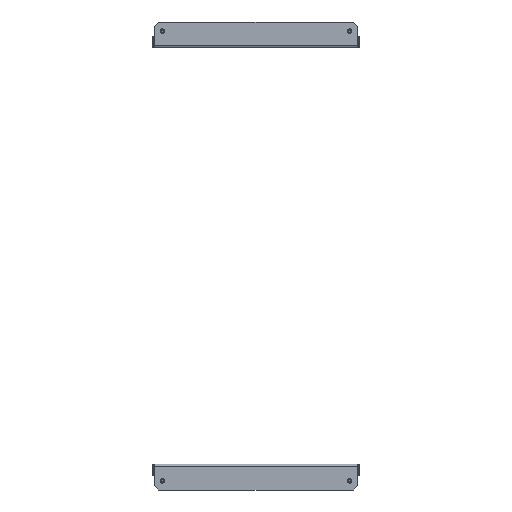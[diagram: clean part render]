
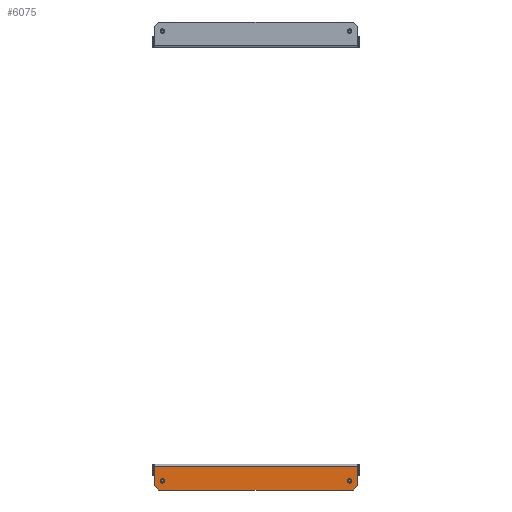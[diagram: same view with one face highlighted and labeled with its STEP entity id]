
A CAD part, left-side view. The second image highlights one B-rep face of the part: STEP entity #6075.
In plain terms, the highlighted planar face has unit normal (-1, 0, 0).
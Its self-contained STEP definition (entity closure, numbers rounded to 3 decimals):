
#205 = CARTESIAN_POINT ( 'NONE',  ( -148.5, 117., -31. ) ) ;
#373 = DIRECTION ( 'NONE',  ( -1., 0., 0. ) ) ;
#489 = FACE_BOUND ( 'NONE', #5443, .T. ) ;
#591 = EDGE_LOOP ( 'NONE', ( #10387, #825, #8247, #756, #7923, #7732 ) ) ;
#708 = ORIENTED_EDGE ( 'NONE', *, *, #6292, .T. ) ;
#756 = ORIENTED_EDGE ( 'NONE', *, *, #9221, .T. ) ;
#825 = ORIENTED_EDGE ( 'NONE', *, *, #11351, .T. ) ;
#885 = AXIS2_PLACEMENT_3D ( 'NONE', #3626, #1382, #2604 ) ;
#1267 = CARTESIAN_POINT ( 'NONE',  ( -148.5, -122., -2.5 ) ) ;
#1331 = LINE ( 'NONE', #6702, #9720 ) ;
#1382 = DIRECTION ( 'NONE',  ( -1., 0., 0. ) ) ;
#1399 = VERTEX_POINT ( 'NONE', #5491 ) ;
#1417 = DIRECTION ( 'NONE',  ( 0., 1., 0. ) ) ;
#1498 = EDGE_CURVE ( 'NONE', #12421, #12045, #1331, .T. ) ;
#1718 = DIRECTION ( 'NONE',  ( 0., -0.707, 0.707 ) ) ;
#1824 = CARTESIAN_POINT ( 'NONE',  ( -148.5, 112.5, -17.25 ) ) ;
#2471 = PLANE ( 'NONE',  #885 ) ;
#2604 = DIRECTION ( 'NONE',  ( 0., 0., 1. ) ) ;
#2651 = VERTEX_POINT ( 'NONE', #10981 ) ;
#2750 = VECTOR ( 'NONE', #1718, 1000. ) ;
#2878 = CIRCLE ( 'NONE', #7439, 2.75 ) ;
#2945 = VERTEX_POINT ( 'NONE', #1267 ) ;
#2990 = ORIENTED_EDGE ( 'NONE', *, *, #12897, .T. ) ;
#3131 = CARTESIAN_POINT ( 'NONE',  ( -148.5, 74., -74. ) ) ;
#3148 = CARTESIAN_POINT ( 'NONE',  ( -148.5, -112.5, -20. ) ) ;
#3162 = EDGE_LOOP ( 'NONE', ( #11958, #7279 ) ) ;
#3459 = CARTESIAN_POINT ( 'NONE',  ( -148.5, -117., -31. ) ) ;
#3504 = DIRECTION ( 'NONE',  ( 0., 0., 1. ) ) ;
#3626 = CARTESIAN_POINT ( 'NONE',  ( -148.5, 0., 0. ) ) ;
#3786 = DIRECTION ( 'NONE',  ( 1., 0., 0. ) ) ;
#4390 = CARTESIAN_POINT ( 'NONE',  ( -148.5, 112.5, -20. ) ) ;
#4506 = AXIS2_PLACEMENT_3D ( 'NONE', #4390, #373, #3504 ) ;
#4647 = FACE_OUTER_BOUND ( 'NONE', #591, .T. ) ;
#4853 = CARTESIAN_POINT ( 'NONE',  ( -148.5, 112.5, -22.75 ) ) ;
#5070 = EDGE_CURVE ( 'NONE', #7020, #13052, #5525, .T. ) ;
#5169 = CARTESIAN_POINT ( 'NONE',  ( -148.5, -112.5, -22.75 ) ) ;
#5426 = DIRECTION ( 'NONE',  ( 0., 0., 1. ) ) ;
#5443 = EDGE_LOOP ( 'NONE', ( #2990, #708 ) ) ;
#5491 = CARTESIAN_POINT ( 'NONE',  ( -148.5, -122., -26. ) ) ;
#5525 = LINE ( 'NONE', #5593, #12894 ) ;
#5593 = CARTESIAN_POINT ( 'NONE',  ( -148.5, 122., -1.5 ) ) ;
#5745 = CARTESIAN_POINT ( 'NONE',  ( -148.5, -74., -74. ) ) ;
#6075 = ADVANCED_FACE ( 'NONE', ( #489, #11947, #4647 ), #2471, .T. ) ;
#6292 = EDGE_CURVE ( 'NONE', #12292, #2651, #8738, .T. ) ;
#6444 = CARTESIAN_POINT ( 'NONE',  ( -148.5, 112.5, -20. ) ) ;
#6702 = CARTESIAN_POINT ( 'NONE',  ( -148.5, 122., -31. ) ) ;
#6990 = EDGE_CURVE ( 'NONE', #9246, #9603, #2878, .T. ) ;
#7020 = VERTEX_POINT ( 'NONE', #11977 ) ;
#7043 = LINE ( 'NONE', #11225, #7746 ) ;
#7277 = DIRECTION ( 'NONE',  ( 0., -0.707, -0.707 ) ) ;
#7279 = ORIENTED_EDGE ( 'NONE', *, *, #6990, .F. ) ;
#7439 = AXIS2_PLACEMENT_3D ( 'NONE', #6444, #9883, #5426 ) ;
#7543 = DIRECTION ( 'NONE',  ( 0., 1., 0. ) ) ;
#7732 = ORIENTED_EDGE ( 'NONE', *, *, #9533, .T. ) ;
#7746 = VECTOR ( 'NONE', #9163, 1000. ) ;
#7923 = ORIENTED_EDGE ( 'NONE', *, *, #8853, .F. ) ;
#8112 = AXIS2_PLACEMENT_3D ( 'NONE', #13129, #3786, #8691 ) ;
#8247 = ORIENTED_EDGE ( 'NONE', *, *, #1498, .F. ) ;
#8300 = LINE ( 'NONE', #3131, #10015 ) ;
#8691 = DIRECTION ( 'NONE',  ( 0., 0., 1. ) ) ;
#8738 = CIRCLE ( 'NONE', #9396, 2.75 ) ;
#8853 = EDGE_CURVE ( 'NONE', #2945, #1399, #7043, .T. ) ;
#9163 = DIRECTION ( 'NONE',  ( 0., 0., -1. ) ) ;
#9221 = EDGE_CURVE ( 'NONE', #12421, #1399, #11077, .T. ) ;
#9246 = VERTEX_POINT ( 'NONE', #4853 ) ;
#9396 = AXIS2_PLACEMENT_3D ( 'NONE', #3148, #11668, #10649 ) ;
#9533 = EDGE_CURVE ( 'NONE', #2945, #13052, #9954, .T. ) ;
#9603 = VERTEX_POINT ( 'NONE', #1824 ) ;
#9691 = CARTESIAN_POINT ( 'NONE',  ( -148.5, 0., -2.5 ) ) ;
#9720 = VECTOR ( 'NONE', #7543, 1000. ) ;
#9883 = DIRECTION ( 'NONE',  ( -1., 0., 0. ) ) ;
#9954 = LINE ( 'NONE', #9691, #12118 ) ;
#10013 = EDGE_CURVE ( 'NONE', #9603, #9246, #11916, .T. ) ;
#10015 = VECTOR ( 'NONE', #7277, 1000. ) ;
#10387 = ORIENTED_EDGE ( 'NONE', *, *, #5070, .F. ) ;
#10649 = DIRECTION ( 'NONE',  ( 0., 0., 1. ) ) ;
#10981 = CARTESIAN_POINT ( 'NONE',  ( -148.5, -112.5, -17.25 ) ) ;
#11077 = LINE ( 'NONE', #5745, #2750 ) ;
#11225 = CARTESIAN_POINT ( 'NONE',  ( -148.5, -122., -31. ) ) ;
#11351 = EDGE_CURVE ( 'NONE', #7020, #12045, #8300, .T. ) ;
#11628 = CARTESIAN_POINT ( 'NONE',  ( -148.5, 122., -2.5 ) ) ;
#11668 = DIRECTION ( 'NONE',  ( 1., 0., 0. ) ) ;
#11916 = CIRCLE ( 'NONE', #4506, 2.75 ) ;
#11947 = FACE_BOUND ( 'NONE', #3162, .T. ) ;
#11958 = ORIENTED_EDGE ( 'NONE', *, *, #10013, .F. ) ;
#11977 = CARTESIAN_POINT ( 'NONE',  ( -148.5, 122., -26. ) ) ;
#12045 = VERTEX_POINT ( 'NONE', #205 ) ;
#12118 = VECTOR ( 'NONE', #1417, 1000. ) ;
#12292 = VERTEX_POINT ( 'NONE', #5169 ) ;
#12421 = VERTEX_POINT ( 'NONE', #3459 ) ;
#12821 = DIRECTION ( 'NONE',  ( 0., 0., 1. ) ) ;
#12894 = VECTOR ( 'NONE', #12821, 1000. ) ;
#12897 = EDGE_CURVE ( 'NONE', #2651, #12292, #12903, .T. ) ;
#12903 = CIRCLE ( 'NONE', #8112, 2.75 ) ;
#13052 = VERTEX_POINT ( 'NONE', #11628 ) ;
#13129 = CARTESIAN_POINT ( 'NONE',  ( -148.5, -112.5, -20. ) ) ;
